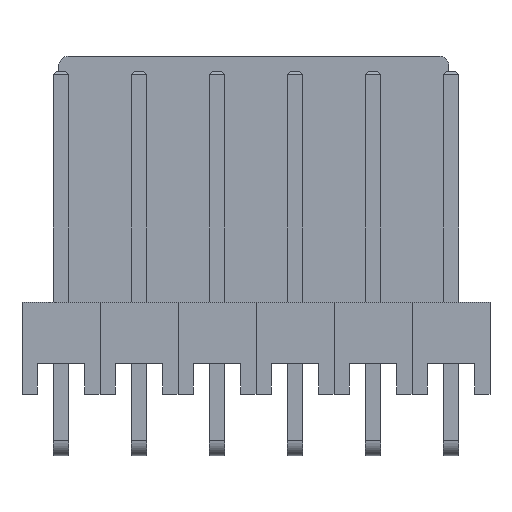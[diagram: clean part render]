
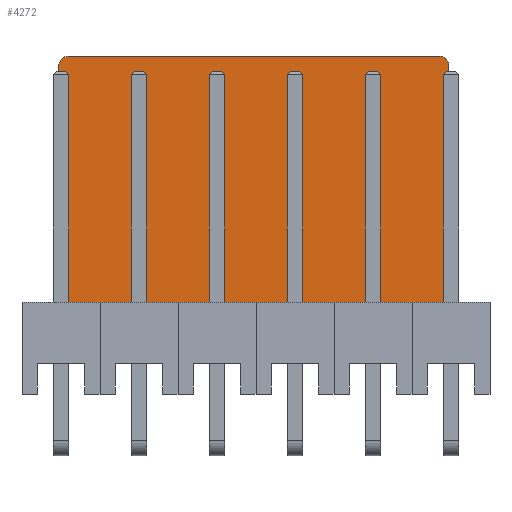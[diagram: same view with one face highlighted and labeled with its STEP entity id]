
A CAD part, front view. The second image highlights one B-rep face of the part: STEP entity #4272.
In plain terms, the highlighted face is planar.
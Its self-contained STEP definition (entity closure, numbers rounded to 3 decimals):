
#3922 = PLANE('',#3923);
#3923 = AXIS2_PLACEMENT_3D('',#3924,#3925,#3926);
#3924 = CARTESIAN_POINT('',(13.9,3.,0.));
#3925 = DIRECTION('',(-1.,0.,0.));
#3926 = DIRECTION('',(0.,1.,0.));
#3947 = VERTEX_POINT('',#3948);
#3948 = CARTESIAN_POINT('',(13.9,3.,1.));
#3962 = PLANE('',#3963);
#3963 = AXIS2_PLACEMENT_3D('',#3964,#3965,#3966);
#3964 = CARTESIAN_POINT('',(1.2,3.,0.));
#3965 = DIRECTION('',(0.,1.,0.));
#3966 = DIRECTION('',(1.,0.,0.));
#3974 = EDGE_CURVE('',#3947,#3975,#3977,.T.);
#3975 = VERTEX_POINT('',#3976);
#3976 = CARTESIAN_POINT('',(13.9,10.7,1.));
#3977 = SURFACE_CURVE('',#3978,(#3982,#3989),.PCURVE_S1.);
#3978 = LINE('',#3979,#3980);
#3979 = CARTESIAN_POINT('',(13.9,3.,1.));
#3980 = VECTOR('',#3981,1.);
#3981 = DIRECTION('',(0.,1.,0.));
#3982 = PCURVE('',#3922,#3983);
#3983 = DEFINITIONAL_REPRESENTATION('',(#3984),#3988);
#3984 = LINE('',#3985,#3986);
#3985 = CARTESIAN_POINT('',(0.,-1.));
#3986 = VECTOR('',#3987,1.);
#3987 = DIRECTION('',(1.,0.));
#3988 = ( GEOMETRIC_REPRESENTATION_CONTEXT(2) 
PARAMETRIC_REPRESENTATION_CONTEXT() REPRESENTATION_CONTEXT('2D SPACE',''
  ) );
#3989 = PCURVE('',#3990,#3995);
#3990 = PLANE('',#3991);
#3991 = AXIS2_PLACEMENT_3D('',#3992,#3993,#3994);
#3992 = CARTESIAN_POINT('',(13.9,3.,1.));
#3993 = DIRECTION('',(0.,0.,-1.));
#3994 = DIRECTION('',(0.,1.,0.));
#3995 = DEFINITIONAL_REPRESENTATION('',(#3996),#4000);
#3996 = LINE('',#3997,#3998);
#3997 = CARTESIAN_POINT('',(0.,0.));
#3998 = VECTOR('',#3999,1.);
#3999 = DIRECTION('',(1.,0.));
#4000 = ( GEOMETRIC_REPRESENTATION_CONTEXT(2) 
PARAMETRIC_REPRESENTATION_CONTEXT() REPRESENTATION_CONTEXT('2D SPACE',''
  ) );
#4016 = CYLINDRICAL_SURFACE('',#4017,0.3);
#4017 = AXIS2_PLACEMENT_3D('',#4018,#4019,#4020);
#4018 = CARTESIAN_POINT('',(13.6,10.7,0.));
#4019 = DIRECTION('',(0.,0.,1.));
#4020 = DIRECTION('',(1.,0.,-0.));
#4071 = PLANE('',#4072);
#4072 = AXIS2_PLACEMENT_3D('',#4073,#4074,#4075);
#4073 = CARTESIAN_POINT('',(1.2,11.,0.));
#4074 = DIRECTION('',(1.,0.,0.));
#4075 = DIRECTION('',(0.,-1.,0.));
#4104 = CYLINDRICAL_SURFACE('',#4105,0.3);
#4105 = AXIS2_PLACEMENT_3D('',#4106,#4107,#4108);
#4106 = CARTESIAN_POINT('',(1.5,10.7,0.));
#4107 = DIRECTION('',(0.,0.,1.));
#4108 = DIRECTION('',(-0.,1.,0.));
#4132 = PLANE('',#4133);
#4133 = AXIS2_PLACEMENT_3D('',#4134,#4135,#4136);
#4134 = CARTESIAN_POINT('',(13.9,11.,0.));
#4135 = DIRECTION('',(0.,-1.,0.));
#4136 = DIRECTION('',(-1.,0.,0.));
#4175 = VERTEX_POINT('',#4176);
#4176 = CARTESIAN_POINT('',(13.6,11.,1.));
#4197 = EDGE_CURVE('',#3975,#4175,#4198,.T.);
#4198 = SURFACE_CURVE('',#4199,(#4204,#4211),.PCURVE_S1.);
#4199 = CIRCLE('',#4200,0.3);
#4200 = AXIS2_PLACEMENT_3D('',#4201,#4202,#4203);
#4201 = CARTESIAN_POINT('',(13.6,10.7,1.));
#4202 = DIRECTION('',(0.,0.,1.));
#4203 = DIRECTION('',(0.,-1.,0.));
#4204 = PCURVE('',#4016,#4205);
#4205 = DEFINITIONAL_REPRESENTATION('',(#4206),#4210);
#4206 = LINE('',#4207,#4208);
#4207 = CARTESIAN_POINT('',(-1.571,1.));
#4208 = VECTOR('',#4209,1.);
#4209 = DIRECTION('',(1.,0.));
#4210 = ( GEOMETRIC_REPRESENTATION_CONTEXT(2) 
PARAMETRIC_REPRESENTATION_CONTEXT() REPRESENTATION_CONTEXT('2D SPACE',''
  ) );
#4211 = PCURVE('',#3990,#4212);
#4212 = DEFINITIONAL_REPRESENTATION('',(#4213),#4221);
#4213 = ( BOUNDED_CURVE() B_SPLINE_CURVE(2,(#4214,#4215,#4216,#4217,
#4218,#4219,#4220),.UNSPECIFIED.,.F.,.F.) B_SPLINE_CURVE_WITH_KNOTS((1,2
    ,2,2,2,1),(-2.094,0.,2.094,4.189,
6.283,8.378),.UNSPECIFIED.) CURVE() 
GEOMETRIC_REPRESENTATION_ITEM() RATIONAL_B_SPLINE_CURVE((1.,0.5,1.,0.5,
1.,0.5,1.)) REPRESENTATION_ITEM('') );
#4214 = CARTESIAN_POINT('',(7.4,-0.3));
#4215 = CARTESIAN_POINT('',(7.4,0.22));
#4216 = CARTESIAN_POINT('',(7.85,-0.04));
#4217 = CARTESIAN_POINT('',(8.3,-0.3));
#4218 = CARTESIAN_POINT('',(7.85,-0.56));
#4219 = CARTESIAN_POINT('',(7.4,-0.82));
#4220 = CARTESIAN_POINT('',(7.4,-0.3));
#4221 = ( GEOMETRIC_REPRESENTATION_CONTEXT(2) 
PARAMETRIC_REPRESENTATION_CONTEXT() REPRESENTATION_CONTEXT('2D SPACE',''
  ) );
#4228 = VERTEX_POINT('',#4229);
#4229 = CARTESIAN_POINT('',(1.2,3.,1.));
#4250 = EDGE_CURVE('',#4228,#3947,#4251,.T.);
#4251 = SURFACE_CURVE('',#4252,(#4256,#4263),.PCURVE_S1.);
#4252 = LINE('',#4253,#4254);
#4253 = CARTESIAN_POINT('',(1.2,3.,1.));
#4254 = VECTOR('',#4255,1.);
#4255 = DIRECTION('',(1.,0.,0.));
#4256 = PCURVE('',#3962,#4257);
#4257 = DEFINITIONAL_REPRESENTATION('',(#4258),#4262);
#4258 = LINE('',#4259,#4260);
#4259 = CARTESIAN_POINT('',(0.,-1.));
#4260 = VECTOR('',#4261,1.);
#4261 = DIRECTION('',(1.,0.));
#4262 = ( GEOMETRIC_REPRESENTATION_CONTEXT(2) 
PARAMETRIC_REPRESENTATION_CONTEXT() REPRESENTATION_CONTEXT('2D SPACE',''
  ) );
#4263 = PCURVE('',#3990,#4264);
#4264 = DEFINITIONAL_REPRESENTATION('',(#4265),#4269);
#4265 = LINE('',#4266,#4267);
#4266 = CARTESIAN_POINT('',(0.,-12.7));
#4267 = VECTOR('',#4268,1.);
#4268 = DIRECTION('',(0.,1.));
#4269 = ( GEOMETRIC_REPRESENTATION_CONTEXT(2) 
PARAMETRIC_REPRESENTATION_CONTEXT() REPRESENTATION_CONTEXT('2D SPACE',''
  ) );
#4272 = ADVANCED_FACE('',(#4273),#3990,.F.);
#4273 = FACE_BOUND('',#4274,.F.);
#4274 = EDGE_LOOP('',(#4275,#4276,#4277,#4300,#4328,#4349));
#4275 = ORIENTED_EDGE('',*,*,#3974,.F.);
#4276 = ORIENTED_EDGE('',*,*,#4250,.F.);
#4277 = ORIENTED_EDGE('',*,*,#4278,.F.);
#4278 = EDGE_CURVE('',#4279,#4228,#4281,.T.);
#4279 = VERTEX_POINT('',#4280);
#4280 = CARTESIAN_POINT('',(1.2,10.7,1.));
#4281 = SURFACE_CURVE('',#4282,(#4286,#4293),.PCURVE_S1.);
#4282 = LINE('',#4283,#4284);
#4283 = CARTESIAN_POINT('',(1.2,11.,1.));
#4284 = VECTOR('',#4285,1.);
#4285 = DIRECTION('',(0.,-1.,0.));
#4286 = PCURVE('',#3990,#4287);
#4287 = DEFINITIONAL_REPRESENTATION('',(#4288),#4292);
#4288 = LINE('',#4289,#4290);
#4289 = CARTESIAN_POINT('',(8.,-12.7));
#4290 = VECTOR('',#4291,1.);
#4291 = DIRECTION('',(-1.,0.));
#4292 = ( GEOMETRIC_REPRESENTATION_CONTEXT(2) 
PARAMETRIC_REPRESENTATION_CONTEXT() REPRESENTATION_CONTEXT('2D SPACE',''
  ) );
#4293 = PCURVE('',#4071,#4294);
#4294 = DEFINITIONAL_REPRESENTATION('',(#4295),#4299);
#4295 = LINE('',#4296,#4297);
#4296 = CARTESIAN_POINT('',(0.,-1.));
#4297 = VECTOR('',#4298,1.);
#4298 = DIRECTION('',(1.,0.));
#4299 = ( GEOMETRIC_REPRESENTATION_CONTEXT(2) 
PARAMETRIC_REPRESENTATION_CONTEXT() REPRESENTATION_CONTEXT('2D SPACE',''
  ) );
#4300 = ORIENTED_EDGE('',*,*,#4301,.F.);
#4301 = EDGE_CURVE('',#4302,#4279,#4304,.T.);
#4302 = VERTEX_POINT('',#4303);
#4303 = CARTESIAN_POINT('',(1.5,11.,1.));
#4304 = SURFACE_CURVE('',#4305,(#4310,#4321),.PCURVE_S1.);
#4305 = CIRCLE('',#4306,0.3);
#4306 = AXIS2_PLACEMENT_3D('',#4307,#4308,#4309);
#4307 = CARTESIAN_POINT('',(1.5,10.7,1.));
#4308 = DIRECTION('',(0.,0.,1.));
#4309 = DIRECTION('',(0.,-1.,0.));
#4310 = PCURVE('',#3990,#4311);
#4311 = DEFINITIONAL_REPRESENTATION('',(#4312),#4320);
#4312 = ( BOUNDED_CURVE() B_SPLINE_CURVE(2,(#4313,#4314,#4315,#4316,
#4317,#4318,#4319),.UNSPECIFIED.,.F.,.F.) B_SPLINE_CURVE_WITH_KNOTS((1,2
    ,2,2,2,1),(-2.094,0.,2.094,4.189,
6.283,8.378),.UNSPECIFIED.) CURVE() 
GEOMETRIC_REPRESENTATION_ITEM() RATIONAL_B_SPLINE_CURVE((1.,0.5,1.,0.5,
1.,0.5,1.)) REPRESENTATION_ITEM('') );
#4313 = CARTESIAN_POINT('',(7.4,-12.4));
#4314 = CARTESIAN_POINT('',(7.4,-11.88));
#4315 = CARTESIAN_POINT('',(7.85,-12.14));
#4316 = CARTESIAN_POINT('',(8.3,-12.4));
#4317 = CARTESIAN_POINT('',(7.85,-12.66));
#4318 = CARTESIAN_POINT('',(7.4,-12.92));
#4319 = CARTESIAN_POINT('',(7.4,-12.4));
#4320 = ( GEOMETRIC_REPRESENTATION_CONTEXT(2) 
PARAMETRIC_REPRESENTATION_CONTEXT() REPRESENTATION_CONTEXT('2D SPACE',''
  ) );
#4321 = PCURVE('',#4104,#4322);
#4322 = DEFINITIONAL_REPRESENTATION('',(#4323),#4327);
#4323 = LINE('',#4324,#4325);
#4324 = CARTESIAN_POINT('',(-3.142,1.));
#4325 = VECTOR('',#4326,1.);
#4326 = DIRECTION('',(1.,0.));
#4327 = ( GEOMETRIC_REPRESENTATION_CONTEXT(2) 
PARAMETRIC_REPRESENTATION_CONTEXT() REPRESENTATION_CONTEXT('2D SPACE',''
  ) );
#4328 = ORIENTED_EDGE('',*,*,#4329,.F.);
#4329 = EDGE_CURVE('',#4175,#4302,#4330,.T.);
#4330 = SURFACE_CURVE('',#4331,(#4335,#4342),.PCURVE_S1.);
#4331 = LINE('',#4332,#4333);
#4332 = CARTESIAN_POINT('',(13.9,11.,1.));
#4333 = VECTOR('',#4334,1.);
#4334 = DIRECTION('',(-1.,0.,0.));
#4335 = PCURVE('',#3990,#4336);
#4336 = DEFINITIONAL_REPRESENTATION('',(#4337),#4341);
#4337 = LINE('',#4338,#4339);
#4338 = CARTESIAN_POINT('',(8.,0.));
#4339 = VECTOR('',#4340,1.);
#4340 = DIRECTION('',(0.,-1.));
#4341 = ( GEOMETRIC_REPRESENTATION_CONTEXT(2) 
PARAMETRIC_REPRESENTATION_CONTEXT() REPRESENTATION_CONTEXT('2D SPACE',''
  ) );
#4342 = PCURVE('',#4132,#4343);
#4343 = DEFINITIONAL_REPRESENTATION('',(#4344),#4348);
#4344 = LINE('',#4345,#4346);
#4345 = CARTESIAN_POINT('',(0.,-1.));
#4346 = VECTOR('',#4347,1.);
#4347 = DIRECTION('',(1.,0.));
#4348 = ( GEOMETRIC_REPRESENTATION_CONTEXT(2) 
PARAMETRIC_REPRESENTATION_CONTEXT() REPRESENTATION_CONTEXT('2D SPACE',''
  ) );
#4349 = ORIENTED_EDGE('',*,*,#4197,.F.);
